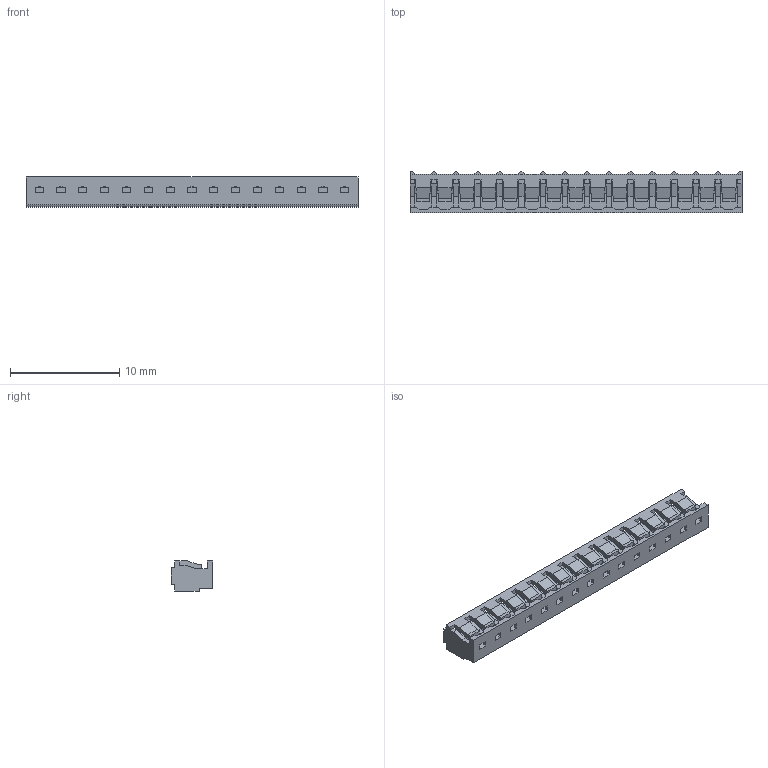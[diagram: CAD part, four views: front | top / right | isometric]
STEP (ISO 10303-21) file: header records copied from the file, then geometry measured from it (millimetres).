
FILE_DESCRIPTION((''),'2;1');
FILE_NAME('510151500','2010-04-13T',('pnb'),(''),'PRO/ENGINEER BY PARAMETRIC TECHNOLOGY CORPORATION, 2003451','PRO/ENGINEER BY PARAMETRIC TECHNOLOGY CORPORATION, 2003451','');
FILE_SCHEMA(('CONFIG_CONTROL_DESIGN'));
Length unit declared in the file: millimetre
Products named in the file (1): 510151500
Bounding box: 30.4 x 3.8 x 2.75 mm (x, y, z)
Volume: 178.8 mm3; surface area: 752.4 mm2
Topology: 1 solids, 1 shells, 769 faces, 2443 edges, 1638 vertices
Faces by surface type: plane 753, cylinder 16
Entity records: 26713 total; most frequent: ORIENTED_EDGE 4812, CARTESIAN_POINT 4808, DIRECTION 4077, EDGE_CURVE 2406, VECTOR 2351, LINE 2351, VERTEX_POINT 1594, AXIS2_PLACEMENT_3D 863
